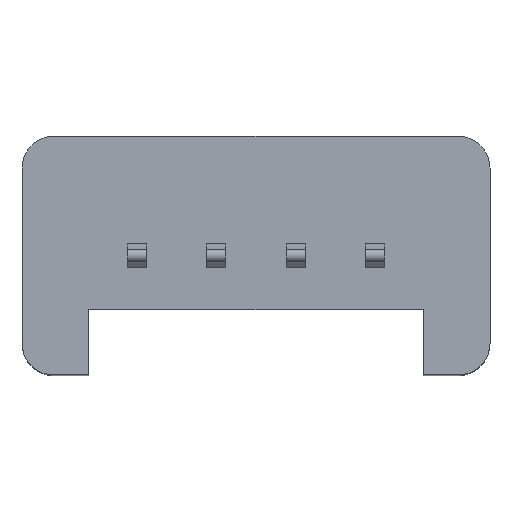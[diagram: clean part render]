
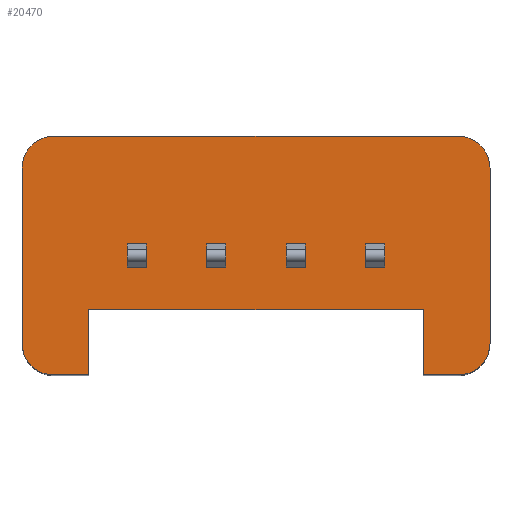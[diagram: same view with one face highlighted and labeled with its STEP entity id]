
A CAD part, top view. The second image highlights one B-rep face of the part: STEP entity #20470.
In plain terms, the highlighted planar face has unit normal (0, 0, 1).
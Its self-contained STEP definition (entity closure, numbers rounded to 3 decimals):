
#1950=CARTESIAN_POINT('',(-2.522,0.,14.2));
#1960=DIRECTION('',(0.,-1.,0.));
#1970=VECTOR('',#1960,1.);
#1980=LINE('',#1950,#1970);
#1990=CARTESIAN_POINT('',(-2.522,32.385,14.2));
#2000=VERTEX_POINT('',#1990);
#2010=CARTESIAN_POINT('',(-2.522,26.885,14.2));
#2020=VERTEX_POINT('',#2010);
#2030=EDGE_CURVE('',#2000,#2020,#1980,.T.);
#4860=CARTESIAN_POINT('',(11.178,25.885,14.2));
#4870=VERTEX_POINT('',#4860);
#5130=CARTESIAN_POINT('',(10.078,25.885,14.2));
#5140=VERTEX_POINT('',#5130);
#5170=CARTESIAN_POINT('',(0.,25.885,14.2));
#5180=DIRECTION('',(1.,0.,0.));
#5190=VECTOR('',#5180,1.);
#5200=LINE('',#5170,#5190);
#5210=EDGE_CURVE('',#5140,#4870,#5200,.T.);
#9810=CARTESIAN_POINT('',(0.,25.885,14.2));
#9820=DIRECTION('',(1.,0.,0.));
#9830=VECTOR('',#9820,1.);
#9840=LINE('',#9810,#9830);
#9850=CARTESIAN_POINT('',(-1.522,25.885,14.2));
#9860=VERTEX_POINT('',#9850);
#9870=CARTESIAN_POINT('',(-0.422,25.885,14.2));
#9880=VERTEX_POINT('',#9870);
#9890=EDGE_CURVE('',#9860,#9880,#9840,.T.);
#10380=CARTESIAN_POINT('',(-1.522,26.885,14.2));
#10390=DIRECTION('',(0.,0.,-1.));
#10400=DIRECTION('',(-1.,0.,0.));
#10410=AXIS2_PLACEMENT_3D('',#10380,#10390,#10400);
#10420=CIRCLE('',#10410,1.);
#10430=EDGE_CURVE('',#9860,#2020,#10420,.T.);
#10600=CARTESIAN_POINT('',(10.078,27.935,14.2));
#10610=VERTEX_POINT('',#10600);
#10760=CARTESIAN_POINT('',(-0.422,27.935,14.2));
#10770=VERTEX_POINT('',#10760);
#10800=CARTESIAN_POINT('',(0.,27.935,14.2));
#10810=DIRECTION('',(-1.,0.,0.));
#10820=VECTOR('',#10810,1.);
#10830=LINE('',#10800,#10820);
#10840=EDGE_CURVE('',#10610,#10770,#10830,.T.);
#14510=CARTESIAN_POINT('',(-1.522,33.385,14.2));
#14520=VERTEX_POINT('',#14510);
#14550=CARTESIAN_POINT('',(-1.522,32.385,14.2));
#14560=DIRECTION('',(0.,0.,-1.));
#14570=DIRECTION('',(-1.,0.,0.));
#14580=AXIS2_PLACEMENT_3D('',#14550,#14560,#14570);
#14590=CIRCLE('',#14580,1.);
#14600=EDGE_CURVE('',#2000,#14520,#14590,.T.);
#18130=CARTESIAN_POINT('',(12.178,0.,14.2));
#18140=DIRECTION('',(0.,1.,0.));
#18150=VECTOR('',#18140,1.);
#18160=LINE('',#18130,#18150);
#18170=CARTESIAN_POINT('',(12.178,26.885,14.2));
#18180=VERTEX_POINT('',#18170);
#18190=CARTESIAN_POINT('',(12.178,32.385,14.2));
#18200=VERTEX_POINT('',#18190);
#18210=EDGE_CURVE('',#18180,#18200,#18160,.T.);
#18630=CARTESIAN_POINT('',(-5.224,32.353,14.2));
#18640=DIRECTION('',(0.,0.,1.));
#18650=DIRECTION('',(1.,0.,0.));
#18660=AXIS2_PLACEMENT_3D('',#18630,#18640,#18650);
#18670=PLANE('',#18660);
#18680=CARTESIAN_POINT('',(6.378,0.,14.2));
#18690=DIRECTION('',(0.,1.,0.));
#18700=VECTOR('',#18690,1.);
#18710=LINE('',#18680,#18700);
#18720=CARTESIAN_POINT('',(6.378,29.27,14.2));
#18730=VERTEX_POINT('',#18720);
#18740=CARTESIAN_POINT('',(6.378,30.,14.2));
#18750=VERTEX_POINT('',#18740);
#18760=EDGE_CURVE('',#18730,#18750,#18710,.T.);
#18770=ORIENTED_EDGE('',*,*,#18760,.F.);
#18780=CARTESIAN_POINT('',(0.,30.,14.2));
#18790=DIRECTION('',(-1.,0.,0.));
#18800=VECTOR('',#18790,1.);
#18810=LINE('',#18780,#18800);
#18820=CARTESIAN_POINT('',(5.778,30.,14.2));
#18830=VERTEX_POINT('',#18820);
#18840=EDGE_CURVE('',#18750,#18830,#18810,.T.);
#18850=ORIENTED_EDGE('',*,*,#18840,.F.);
#18860=CARTESIAN_POINT('',(5.778,0.,14.2));
#18870=DIRECTION('',(0.,-1.,0.));
#18880=VECTOR('',#18870,1.);
#18890=LINE('',#18860,#18880);
#18900=CARTESIAN_POINT('',(5.778,29.27,14.2));
#18910=VERTEX_POINT('',#18900);
#18920=EDGE_CURVE('',#18830,#18910,#18890,.T.);
#18930=ORIENTED_EDGE('',*,*,#18920,.F.);
#18940=CARTESIAN_POINT('',(0.,29.27,14.2));
#18950=DIRECTION('',(1.,0.,0.));
#18960=VECTOR('',#18950,1.);
#18970=LINE('',#18940,#18960);
#18980=EDGE_CURVE('',#18910,#18730,#18970,.T.);
#18990=ORIENTED_EDGE('',*,*,#18980,.F.);
#19000=EDGE_LOOP('',(#18990,#18930,#18850,#18770));
#19010=FACE_BOUND('',#19000,.T.);
#19020=CARTESIAN_POINT('',(3.878,0.,14.2));
#19030=DIRECTION('',(0.,1.,0.));
#19040=VECTOR('',#19030,1.);
#19050=LINE('',#19020,#19040);
#19060=CARTESIAN_POINT('',(3.878,29.27,14.2));
#19070=VERTEX_POINT('',#19060);
#19080=CARTESIAN_POINT('',(3.878,30.,14.2));
#19090=VERTEX_POINT('',#19080);
#19100=EDGE_CURVE('',#19070,#19090,#19050,.T.);
#19110=ORIENTED_EDGE('',*,*,#19100,.F.);
#19120=CARTESIAN_POINT('',(0.,30.,14.2));
#19130=DIRECTION('',(-1.,0.,0.));
#19140=VECTOR('',#19130,1.);
#19150=LINE('',#19120,#19140);
#19160=CARTESIAN_POINT('',(3.278,30.,14.2));
#19170=VERTEX_POINT('',#19160);
#19180=EDGE_CURVE('',#19090,#19170,#19150,.T.);
#19190=ORIENTED_EDGE('',*,*,#19180,.F.);
#19200=CARTESIAN_POINT('',(3.278,0.,14.2));
#19210=DIRECTION('',(0.,-1.,0.));
#19220=VECTOR('',#19210,1.);
#19230=LINE('',#19200,#19220);
#19240=CARTESIAN_POINT('',(3.278,29.27,14.2));
#19250=VERTEX_POINT('',#19240);
#19260=EDGE_CURVE('',#19170,#19250,#19230,.T.);
#19270=ORIENTED_EDGE('',*,*,#19260,.F.);
#19280=CARTESIAN_POINT('',(0.,29.27,14.2));
#19290=DIRECTION('',(1.,0.,0.));
#19300=VECTOR('',#19290,1.);
#19310=LINE('',#19280,#19300);
#19320=EDGE_CURVE('',#19250,#19070,#19310,.T.);
#19330=ORIENTED_EDGE('',*,*,#19320,.F.);
#19340=EDGE_LOOP('',(#19330,#19270,#19190,#19110));
#19350=FACE_BOUND('',#19340,.T.);
#19360=CARTESIAN_POINT('',(0.,30.,14.2));
#19370=DIRECTION('',(-1.,0.,0.));
#19380=VECTOR('',#19370,1.);
#19390=LINE('',#19360,#19380);
#19400=CARTESIAN_POINT('',(1.378,30.,14.2));
#19410=VERTEX_POINT('',#19400);
#19420=CARTESIAN_POINT('',(0.778,30.,14.2));
#19430=VERTEX_POINT('',#19420);
#19440=EDGE_CURVE('',#19410,#19430,#19390,.T.);
#19450=ORIENTED_EDGE('',*,*,#19440,.F.);
#19460=CARTESIAN_POINT('',(0.778,0.,14.2));
#19470=DIRECTION('',(0.,-1.,0.));
#19480=VECTOR('',#19470,1.);
#19490=LINE('',#19460,#19480);
#19500=CARTESIAN_POINT('',(0.778,29.27,14.2));
#19510=VERTEX_POINT('',#19500);
#19520=EDGE_CURVE('',#19430,#19510,#19490,.T.);
#19530=ORIENTED_EDGE('',*,*,#19520,.F.);
#19540=CARTESIAN_POINT('',(0.,29.27,14.2));
#19550=DIRECTION('',(1.,0.,0.));
#19560=VECTOR('',#19550,1.);
#19570=LINE('',#19540,#19560);
#19580=CARTESIAN_POINT('',(1.378,29.27,14.2));
#19590=VERTEX_POINT('',#19580);
#19600=EDGE_CURVE('',#19510,#19590,#19570,.T.);
#19610=ORIENTED_EDGE('',*,*,#19600,.F.);
#19620=CARTESIAN_POINT('',(1.378,0.,14.2));
#19630=DIRECTION('',(0.,1.,0.));
#19640=VECTOR('',#19630,1.);
#19650=LINE('',#19620,#19640);
#19660=EDGE_CURVE('',#19590,#19410,#19650,.T.);
#19670=ORIENTED_EDGE('',*,*,#19660,.F.);
#19680=EDGE_LOOP('',(#19670,#19610,#19530,#19450));
#19690=FACE_BOUND('',#19680,.T.);
#19700=CARTESIAN_POINT('',(0.,29.27,14.2));
#19710=DIRECTION('',(1.,0.,0.));
#19720=VECTOR('',#19710,1.);
#19730=LINE('',#19700,#19720);
#19740=CARTESIAN_POINT('',(8.278,29.27,14.2));
#19750=VERTEX_POINT('',#19740);
#19760=CARTESIAN_POINT('',(8.878,29.27,14.2));
#19770=VERTEX_POINT('',#19760);
#19780=EDGE_CURVE('',#19750,#19770,#19730,.T.);
#19790=ORIENTED_EDGE('',*,*,#19780,.F.);
#19800=CARTESIAN_POINT('',(8.878,0.,14.2));
#19810=DIRECTION('',(0.,1.,0.));
#19820=VECTOR('',#19810,1.);
#19830=LINE('',#19800,#19820);
#19840=CARTESIAN_POINT('',(8.878,30.,14.2));
#19850=VERTEX_POINT('',#19840);
#19860=EDGE_CURVE('',#19770,#19850,#19830,.T.);
#19870=ORIENTED_EDGE('',*,*,#19860,.F.);
#19880=CARTESIAN_POINT('',(0.,30.,14.2));
#19890=DIRECTION('',(-1.,0.,0.));
#19900=VECTOR('',#19890,1.);
#19910=LINE('',#19880,#19900);
#19920=CARTESIAN_POINT('',(8.278,30.,14.2));
#19930=VERTEX_POINT('',#19920);
#19940=EDGE_CURVE('',#19850,#19930,#19910,.T.);
#19950=ORIENTED_EDGE('',*,*,#19940,.F.);
#19960=CARTESIAN_POINT('',(8.278,0.,14.2));
#19970=DIRECTION('',(0.,-1.,0.));
#19980=VECTOR('',#19970,1.);
#19990=LINE('',#19960,#19980);
#20000=EDGE_CURVE('',#19930,#19750,#19990,.T.);
#20010=ORIENTED_EDGE('',*,*,#20000,.F.);
#20020=EDGE_LOOP('',(#20010,#19950,#19870,#19790));
#20030=FACE_BOUND('',#20020,.T.);
#20040=CARTESIAN_POINT('',(-0.422,0.,14.2));
#20050=DIRECTION('',(0.,-1.,0.));
#20060=VECTOR('',#20050,1.);
#20070=LINE('',#20040,#20060);
#20080=EDGE_CURVE('',#10770,#9880,#20070,.T.);
#20090=ORIENTED_EDGE('',*,*,#20080,.F.);
#20100=ORIENTED_EDGE('',*,*,#9890,.T.);
#20110=ORIENTED_EDGE('',*,*,#10430,.F.);
#20120=ORIENTED_EDGE('',*,*,#2030,.T.);
#20130=ORIENTED_EDGE('',*,*,#14600,.F.);
#20140=CARTESIAN_POINT('',(0.,33.385,14.2));
#20150=DIRECTION('',(1.,0.,0.));
#20160=VECTOR('',#20150,1.);
#20170=LINE('',#20140,#20160);
#20180=CARTESIAN_POINT('',(11.178,33.385,14.2));
#20190=VERTEX_POINT('',#20180);
#20200=EDGE_CURVE('',#14520,#20190,#20170,.T.);
#20210=ORIENTED_EDGE('',*,*,#20200,.F.);
#20220=CARTESIAN_POINT('',(11.178,32.385,14.2));
#20230=DIRECTION('',(0.,0.,-1.));
#20240=DIRECTION('',(-1.,0.,0.));
#20250=AXIS2_PLACEMENT_3D('',#20220,#20230,#20240);
#20260=CIRCLE('',#20250,1.);
#20270=EDGE_CURVE('',#20190,#18200,#20260,.T.);
#20280=ORIENTED_EDGE('',*,*,#20270,.F.);
#20290=ORIENTED_EDGE('',*,*,#18210,.T.);
#20300=CARTESIAN_POINT('',(11.178,26.885,14.2));
#20310=DIRECTION('',(0.,0.,-1.));
#20320=DIRECTION('',(-1.,0.,0.));
#20330=AXIS2_PLACEMENT_3D('',#20300,#20310,#20320);
#20340=CIRCLE('',#20330,1.);
#20350=EDGE_CURVE('',#18180,#4870,#20340,.T.);
#20360=ORIENTED_EDGE('',*,*,#20350,.F.);
#20370=ORIENTED_EDGE('',*,*,#5210,.T.);
#20380=CARTESIAN_POINT('',(10.078,0.,14.2));
#20390=DIRECTION('',(0.,1.,0.));
#20400=VECTOR('',#20390,1.);
#20410=LINE('',#20380,#20400);
#20420=EDGE_CURVE('',#5140,#10610,#20410,.T.);
#20430=ORIENTED_EDGE('',*,*,#20420,.F.);
#20440=ORIENTED_EDGE('',*,*,#10840,.F.);
#20450=EDGE_LOOP('',(#20440,#20430,#20370,#20360,#20290,#20280,#20210,
#20130,#20120,#20110,#20100,#20090));
#20460=FACE_OUTER_BOUND('',#20450,.T.);
#20470=ADVANCED_FACE('',(#19010,#19350,#19690,#20030,#20460),#18670,.T.)
;
